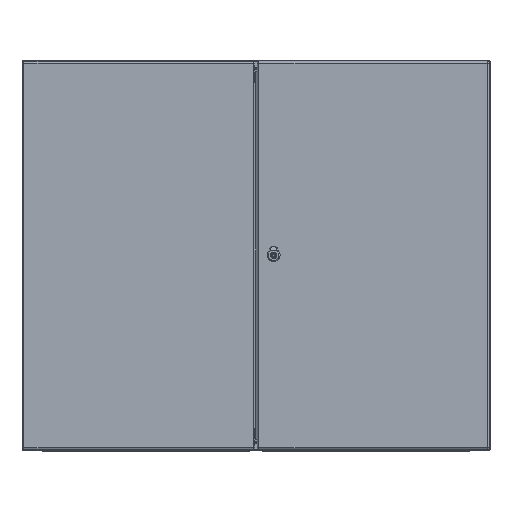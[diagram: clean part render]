
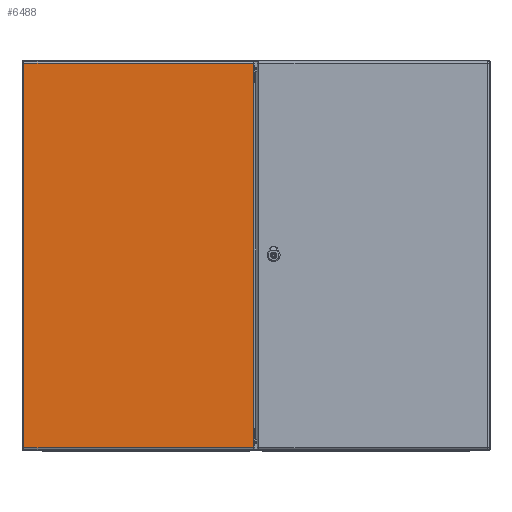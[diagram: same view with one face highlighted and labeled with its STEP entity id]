
A CAD part, top view. The second image highlights one B-rep face of the part: STEP entity #6488.
In plain terms, the highlighted face is planar.
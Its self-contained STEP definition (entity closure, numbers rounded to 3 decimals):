
#6488=ADVANCED_FACE('',(#8041),#7221,.F.);
#7221=PLANE('',#25984);
#8041=FACE_OUTER_BOUND('',#9505,.T.);
#9505=EDGE_LOOP('',(#14287,#14288,#14289,#14290));
#14287=ORIENTED_EDGE('',*,*,#20503,.T.);
#14288=ORIENTED_EDGE('',*,*,#20504,.T.);
#14289=ORIENTED_EDGE('',*,*,#20505,.T.);
#14290=ORIENTED_EDGE('',*,*,#20506,.T.);
#17764=VERTEX_POINT('',#42911);
#17765=VERTEX_POINT('',#42912);
#17766=VERTEX_POINT('',#42914);
#17767=VERTEX_POINT('',#42916);
#20503=EDGE_CURVE('',#17764,#17765,#22397,.T.);
#20504=EDGE_CURVE('',#17765,#17766,#22398,.T.);
#20505=EDGE_CURVE('',#17766,#17767,#22399,.T.);
#20506=EDGE_CURVE('',#17767,#17764,#22400,.T.);
#22397=LINE('',#42910,#23863);
#22398=LINE('',#42913,#23864);
#22399=LINE('',#42915,#23865);
#22400=LINE('',#42917,#23866);
#23863=VECTOR('',#31009,1.);
#23864=VECTOR('',#31010,1.);
#23865=VECTOR('',#31011,1.);
#23866=VECTOR('',#31012,1.);
#25984=AXIS2_PLACEMENT_3D('',#42918,#31013,#31014);
#31009=DIRECTION('',(-1.,0.,0.));
#31010=DIRECTION('',(0.,1.,0.));
#31011=DIRECTION('',(1.,0.,0.));
#31012=DIRECTION('',(0.,-1.,0.));
#31013=DIRECTION('',(0.,0.,1.));
#31014=DIRECTION('',(1.,0.,0.));
#42910=CARTESIAN_POINT('',(0.,-493.5,0.));
#42911=CARTESIAN_POINT('',(294.,-493.5,0.));
#42912=CARTESIAN_POINT('',(-294.,-493.5,0.));
#42913=CARTESIAN_POINT('',(-294.,0.,0.));
#42914=CARTESIAN_POINT('',(-294.,493.5,0.));
#42915=CARTESIAN_POINT('',(0.,493.5,0.));
#42916=CARTESIAN_POINT('',(294.,493.5,0.));
#42917=CARTESIAN_POINT('',(294.,0.,0.));
#42918=CARTESIAN_POINT('',(0.,0.,0.));
